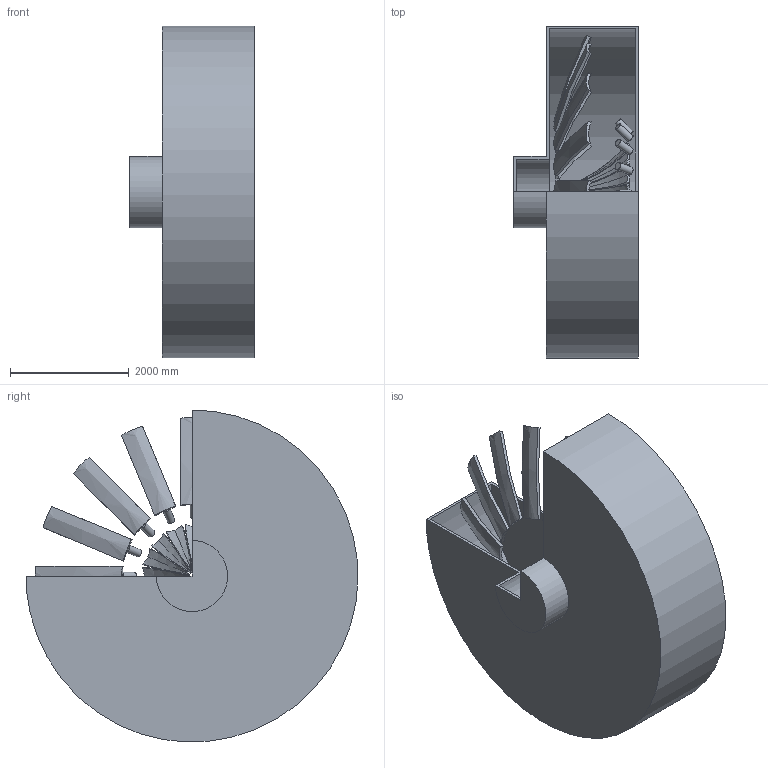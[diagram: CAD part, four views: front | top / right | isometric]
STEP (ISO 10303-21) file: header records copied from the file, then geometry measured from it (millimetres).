
FILE_DESCRIPTION((''),'2;1');
FILE_NAME('Cerenkov_igs.stp','2006-05-04T11:09:13',( 'User'),('SDRC'),'I-DEAS Master Series','UNIX','Yes');
FILE_SCHEMA(('CONFIG_CONTROL_DESIGN', 'GEOMETRIC_VALIDATION_PROPERTIES_MIM','SHAPE_APPEARANCE_LAYER_MIM'));
Length unit declared in the file: inch
Assembly tree (4 placements, depth 0):
Bounding box: 2093.09 x 5591.89 x 5590.61 mm (x, y, z)
Volume: 3587841646.5 mm3; surface area: 148962537.6 mm2
Topology: 34 solids, 34 shells, 316 faces, 691 edges, 446 vertices
Faces by surface type: bspline 316
Entity records: 16091 total; most frequent: CARTESIAN_POINT 10950, ORIENTED_EDGE 1372, EDGE_CURVE 686, VERTEX_POINT 436, B_SPLINE_CURVE_WITH_KNOTS 336, EDGE_LOOP 316, FACE_OUTER_BOUND 316, ADVANCED_FACE 316
